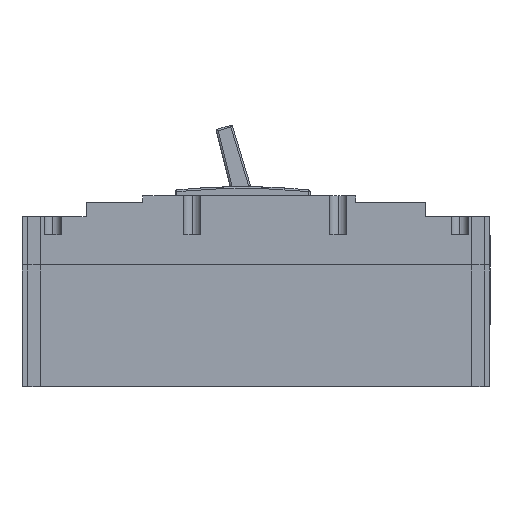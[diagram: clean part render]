
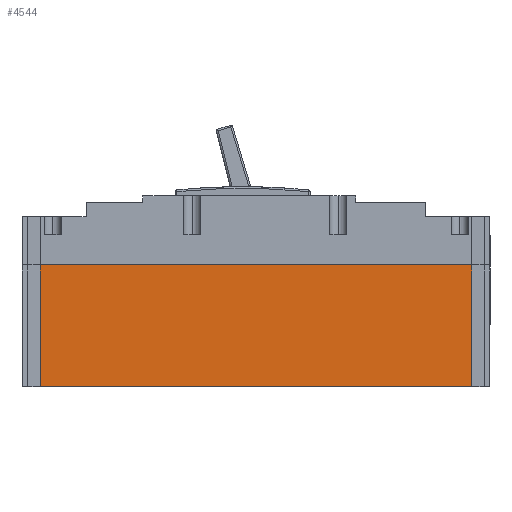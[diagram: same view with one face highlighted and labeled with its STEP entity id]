
A CAD part, left-side view. The second image highlights one B-rep face of the part: STEP entity #4544.
In plain terms, the highlighted planar face has unit normal (-1, 0, 0).
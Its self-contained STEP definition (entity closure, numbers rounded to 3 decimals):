
#1030 = CARTESIAN_POINT ( 'NONE',  ( -105., 129.5, 73. ) ) ;
#1252 = DIRECTION ( 'NONE',  ( 0., 1., 0. ) ) ;
#2226 = CARTESIAN_POINT ( 'NONE',  ( -105., -129.5, 73. ) ) ;
#3771 = VERTEX_POINT ( 'NONE', #2226 ) ;
#3779 = FACE_OUTER_BOUND ( 'NONE', #12615, .T. ) ;
#4053 = LINE ( 'NONE', #5926, #14524 ) ;
#4089 = CARTESIAN_POINT ( 'NONE',  ( -105., 129.5, 0. ) ) ;
#4524 = AXIS2_PLACEMENT_3D ( 'NONE', #16287, #14708, #13150 ) ;
#4544 = ADVANCED_FACE ( 'NONE', ( #3779 ), #9916, .F. ) ;
#5808 = ORIENTED_EDGE ( 'NONE', *, *, #19530, .T. ) ;
#5926 = CARTESIAN_POINT ( 'NONE',  ( -105., -140.5, 73. ) ) ;
#6174 = ORIENTED_EDGE ( 'NONE', *, *, #16957, .T. ) ;
#6911 = CARTESIAN_POINT ( 'NONE',  ( -105., -129.5, 0. ) ) ;
#7406 = CARTESIAN_POINT ( 'NONE',  ( -105., -140.5, 0. ) ) ;
#7959 = ORIENTED_EDGE ( 'NONE', *, *, #10267, .T. ) ;
#9142 = VERTEX_POINT ( 'NONE', #1030 ) ;
#9468 = DIRECTION ( 'NONE',  ( 0., 0., 1. ) ) ;
#9719 = EDGE_CURVE ( 'NONE', #9142, #12976, #11794, .T. ) ;
#9916 = PLANE ( 'NONE',  #4524 ) ;
#10267 = EDGE_CURVE ( 'NONE', #15718, #3771, #14466, .T. ) ;
#10550 = DIRECTION ( 'NONE',  ( 0., 0., -1. ) ) ;
#11236 = VECTOR ( 'NONE', #9468, 1000. ) ;
#11794 = LINE ( 'NONE', #18174, #20567 ) ;
#12519 = DIRECTION ( 'NONE',  ( 0., -1., 0. ) ) ;
#12615 = EDGE_LOOP ( 'NONE', ( #5808, #15681, #6174, #7959 ) ) ;
#12976 = VERTEX_POINT ( 'NONE', #4089 ) ;
#13150 = DIRECTION ( 'NONE',  ( 0., 0., -1. ) ) ;
#14171 = VECTOR ( 'NONE', #12519, 1000. ) ;
#14466 = LINE ( 'NONE', #15841, #11236 ) ;
#14524 = VECTOR ( 'NONE', #1252, 1000. ) ;
#14708 = DIRECTION ( 'NONE',  ( 1., 0., 0. ) ) ;
#15681 = ORIENTED_EDGE ( 'NONE', *, *, #9719, .T. ) ;
#15718 = VERTEX_POINT ( 'NONE', #6911 ) ;
#15841 = CARTESIAN_POINT ( 'NONE',  ( -105., -129.5, 102. ) ) ;
#16287 = CARTESIAN_POINT ( 'NONE',  ( -105., -140.5, 102. ) ) ;
#16957 = EDGE_CURVE ( 'NONE', #12976, #15718, #20452, .T. ) ;
#18174 = CARTESIAN_POINT ( 'NONE',  ( -105., 129.5, 102. ) ) ;
#19530 = EDGE_CURVE ( 'NONE', #3771, #9142, #4053, .T. ) ;
#20452 = LINE ( 'NONE', #7406, #14171 ) ;
#20567 = VECTOR ( 'NONE', #10550, 1000. ) ;
